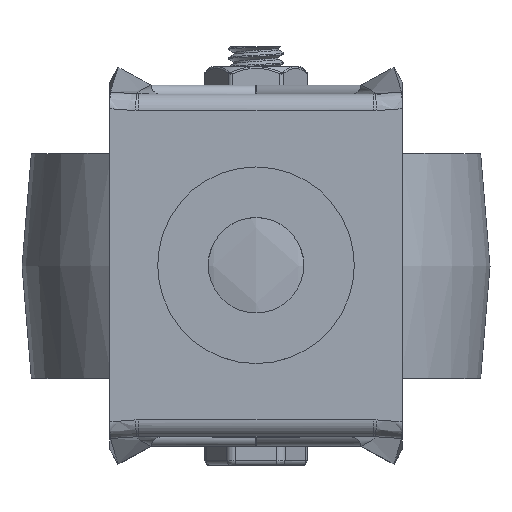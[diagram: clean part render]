
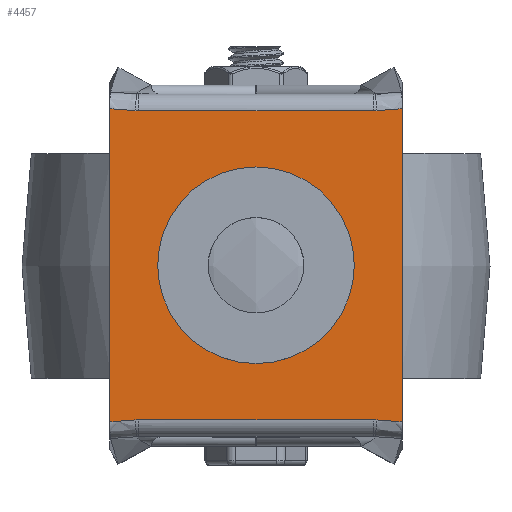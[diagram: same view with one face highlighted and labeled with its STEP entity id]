
A CAD part, top view. The second image highlights one B-rep face of the part: STEP entity #4457.
In plain terms, the highlighted planar face has unit normal (0, 0, 1).
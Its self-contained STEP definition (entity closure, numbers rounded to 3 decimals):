
#154=FACE_BOUND('',#883,.T.);
#213=PLANE('',#4840);
#594=FACE_OUTER_BOUND('',#882,.T.);
#882=EDGE_LOOP('',(#3372,#3373,#3374,#3375,#3376,#3377,#3378,#3379,#3380,
#3381,#3382,#3383,#3384,#3385,#3386,#3387));
#883=EDGE_LOOP('',(#3388));
#1124=LINE('',#7052,#1356);
#1125=LINE('',#7136,#1357);
#1134=LINE('',#7234,#1366);
#1135=LINE('',#7318,#1367);
#1148=LINE('',#7524,#1380);
#1156=LINE('',#7722,#1388);
#1173=LINE('',#9405,#1405);
#1199=LINE('',#12688,#1431);
#1356=VECTOR('',#5426,1000.);
#1357=VECTOR('',#5427,1000.);
#1366=VECTOR('',#5436,1000.);
#1367=VECTOR('',#5437,1000.);
#1380=VECTOR('',#5454,1000.);
#1388=VECTOR('',#5466,1000.);
#1405=VECTOR('',#5519,1000.);
#1431=VECTOR('',#5601,1000.);
#1564=CIRCLE('',#4773,10.5);
#1567=CIRCLE('',#4793,2.836);
#1568=CIRCLE('',#4794,335.231);
#1572=CIRCLE('',#4810,2.836);
#1573=CIRCLE('',#4811,335.231);
#1574=CIRCLE('',#4821,2.836);
#1575=CIRCLE('',#4822,335.231);
#1579=CIRCLE('',#4838,2.836);
#1580=CIRCLE('',#4839,335.231);
#1862=VERTEX_POINT('',#6951);
#1866=VERTEX_POINT('',#7033);
#1870=VERTEX_POINT('',#7050);
#1872=VERTEX_POINT('',#7124);
#1873=VERTEX_POINT('',#7135);
#1878=VERTEX_POINT('',#7215);
#1882=VERTEX_POINT('',#7232);
#1884=VERTEX_POINT('',#7306);
#1885=VERTEX_POINT('',#7317);
#1910=VERTEX_POINT('',#9171);
#1911=VERTEX_POINT('',#9233);
#1914=VERTEX_POINT('',#9404);
#1918=VERTEX_POINT('',#10848);
#1924=VERTEX_POINT('',#12454);
#1925=VERTEX_POINT('',#12516);
#1928=VERTEX_POINT('',#12687);
#1932=VERTEX_POINT('',#14131);
#2318=EDGE_CURVE('',#1862,#1862,#1564,.T.);
#2327=EDGE_CURVE('',#1866,#1870,#1124,.T.);
#2329=EDGE_CURVE('',#1872,#1873,#1125,.T.);
#2339=EDGE_CURVE('',#1878,#1882,#1134,.T.);
#2341=EDGE_CURVE('',#1884,#1885,#1135,.T.);
#2362=EDGE_CURVE('',#1873,#1870,#1148,.T.);
#2378=EDGE_CURVE('',#1882,#1885,#1156,.T.);
#2395=EDGE_CURVE('',#1910,#1911,#1567,.T.);
#2396=EDGE_CURVE('',#1872,#1910,#1568,.T.);
#2402=EDGE_CURVE('',#1911,#1914,#1173,.F.);
#2416=EDGE_CURVE('',#1918,#1914,#1572,.T.);
#2417=EDGE_CURVE('',#1878,#1918,#1573,.T.);
#2432=EDGE_CURVE('',#1924,#1925,#1574,.T.);
#2434=EDGE_CURVE('',#1866,#1924,#1575,.T.);
#2440=EDGE_CURVE('',#1925,#1928,#1199,.F.);
#2454=EDGE_CURVE('',#1932,#1928,#1579,.T.);
#2455=EDGE_CURVE('',#1884,#1932,#1580,.T.);
#3372=ORIENTED_EDGE('',*,*,#2362,.F.);
#3373=ORIENTED_EDGE('',*,*,#2329,.F.);
#3374=ORIENTED_EDGE('',*,*,#2396,.T.);
#3375=ORIENTED_EDGE('',*,*,#2395,.T.);
#3376=ORIENTED_EDGE('',*,*,#2402,.T.);
#3377=ORIENTED_EDGE('',*,*,#2416,.F.);
#3378=ORIENTED_EDGE('',*,*,#2417,.F.);
#3379=ORIENTED_EDGE('',*,*,#2339,.T.);
#3380=ORIENTED_EDGE('',*,*,#2378,.T.);
#3381=ORIENTED_EDGE('',*,*,#2341,.F.);
#3382=ORIENTED_EDGE('',*,*,#2455,.T.);
#3383=ORIENTED_EDGE('',*,*,#2454,.T.);
#3384=ORIENTED_EDGE('',*,*,#2440,.F.);
#3385=ORIENTED_EDGE('',*,*,#2432,.F.);
#3386=ORIENTED_EDGE('',*,*,#2434,.F.);
#3387=ORIENTED_EDGE('',*,*,#2327,.T.);
#3388=ORIENTED_EDGE('',*,*,#2318,.T.);
#4457=ADVANCED_FACE('',(#594,#154),#213,.T.);
#4773=AXIS2_PLACEMENT_3D('',#6953,#5409,#5410);
#4793=AXIS2_PLACEMENT_3D('',#9295,#5500,#5501);
#4794=AXIS2_PLACEMENT_3D('',#9392,#5502,#5503);
#4810=AXIS2_PLACEMENT_3D('',#10910,#5548,#5549);
#4811=AXIS2_PLACEMENT_3D('',#11007,#5550,#5551);
#4821=AXIS2_PLACEMENT_3D('',#12517,#5582,#5583);
#4822=AXIS2_PLACEMENT_3D('',#12675,#5584,#5585);
#4838=AXIS2_PLACEMENT_3D('',#14193,#5630,#5631);
#4839=AXIS2_PLACEMENT_3D('',#14290,#5632,#5633);
#4840=AXIS2_PLACEMENT_3D('',#14291,#5634,#5635);
#5409=DIRECTION('center_axis',(0.,0.,-1.));
#5410=DIRECTION('ref_axis',(1.,0.,0.));
#5426=DIRECTION('',(0.,1.,0.));
#5427=DIRECTION('',(0.,-1.,0.));
#5436=DIRECTION('',(0.,-1.,0.));
#5437=DIRECTION('',(0.,1.,0.));
#5454=DIRECTION('',(0.,-1.,0.));
#5466=DIRECTION('',(0.,-1.,0.));
#5500=DIRECTION('center_axis',(0.,0.,-1.));
#5501=DIRECTION('ref_axis',(0.,-1.,0.));
#5502=DIRECTION('center_axis',(0.,0.,1.));
#5503=DIRECTION('ref_axis',(-0.077,0.997,0.));
#5519=DIRECTION('',(1.,0.,0.));
#5548=DIRECTION('center_axis',(0.,0.,
1.));
#5549=DIRECTION('ref_axis',(0.,-1.,0.));
#5550=DIRECTION('center_axis',(0.,0.,-1.));
#5551=DIRECTION('ref_axis',(0.077,0.997,0.));
#5582=DIRECTION('center_axis',(0.,0.,1.));
#5583=DIRECTION('ref_axis',(0.,1.,0.));
#5584=DIRECTION('center_axis',(0.,0.,-1.));
#5585=DIRECTION('ref_axis',(-0.077,-0.997,0.));
#5601=DIRECTION('',(1.,0.,0.));
#5630=DIRECTION('center_axis',(0.,0.,
-1.));
#5631=DIRECTION('ref_axis',(0.,1.,0.));
#5632=DIRECTION('center_axis',(0.,0.,1.));
#5633=DIRECTION('ref_axis',(0.077,-0.997,0.));
#5634=DIRECTION('center_axis',(0.,0.,1.));
#5635=DIRECTION('ref_axis',(1.,0.,0.));
#6951=CARTESIAN_POINT('',(-10.5,0.,-1.8));
#6953=CARTESIAN_POINT('Origin',(0.,0.,-1.8));
#7033=CARTESIAN_POINT('',(15.609,-16.724,-1.8));
#7050=CARTESIAN_POINT('',(15.609,-16.5,-1.8));
#7052=CARTESIAN_POINT('',(15.609,-18.3,-1.8));
#7124=CARTESIAN_POINT('',(15.609,16.724,-1.8));
#7135=CARTESIAN_POINT('',(15.609,16.5,-1.8));
#7136=CARTESIAN_POINT('',(15.609,18.3,-1.8));
#7215=CARTESIAN_POINT('',(-15.609,16.724,-1.8));
#7232=CARTESIAN_POINT('',(-15.609,16.5,-1.8));
#7234=CARTESIAN_POINT('',(-15.609,18.3,-1.8));
#7306=CARTESIAN_POINT('',(-15.609,-16.724,-1.8));
#7317=CARTESIAN_POINT('',(-15.609,-16.5,-1.8));
#7318=CARTESIAN_POINT('',(-15.609,-18.3,-1.8));
#7524=CARTESIAN_POINT('',(15.609,16.5,-1.8));
#7722=CARTESIAN_POINT('',(-15.609,16.5,-1.8));
#9171=CARTESIAN_POINT('',(12.943,16.529,-1.8));
#9233=CARTESIAN_POINT('',(12.537,16.5,-1.8));
#9295=CARTESIAN_POINT('Origin',(12.537,19.336,-1.8));
#9392=CARTESIAN_POINT('Origin',(38.649,-317.715,-1.8));
#9404=CARTESIAN_POINT('',(-12.537,16.5,-1.8));
#9405=CARTESIAN_POINT('',(0.,16.5,-1.8));
#10848=CARTESIAN_POINT('',(-12.943,16.529,-1.8));
#10910=CARTESIAN_POINT('Origin',(-12.537,19.336,-1.8));
#11007=CARTESIAN_POINT('Origin',(-38.649,-317.715,-1.8));
#12454=CARTESIAN_POINT('',(12.943,-16.529,-1.8));
#12516=CARTESIAN_POINT('',(12.537,-16.5,-1.8));
#12517=CARTESIAN_POINT('Origin',(12.537,-19.336,-1.8));
#12675=CARTESIAN_POINT('Origin',(38.649,317.715,-1.8));
#12687=CARTESIAN_POINT('',(-12.537,-16.5,-1.8));
#12688=CARTESIAN_POINT('',(0.,-16.5,-1.8));
#14131=CARTESIAN_POINT('',(-12.943,-16.529,-1.8));
#14193=CARTESIAN_POINT('Origin',(-12.537,-19.336,-1.8));
#14290=CARTESIAN_POINT('Origin',(-38.649,317.715,-1.8));
#14291=CARTESIAN_POINT('Origin',(0.,-18.3,-1.8));
